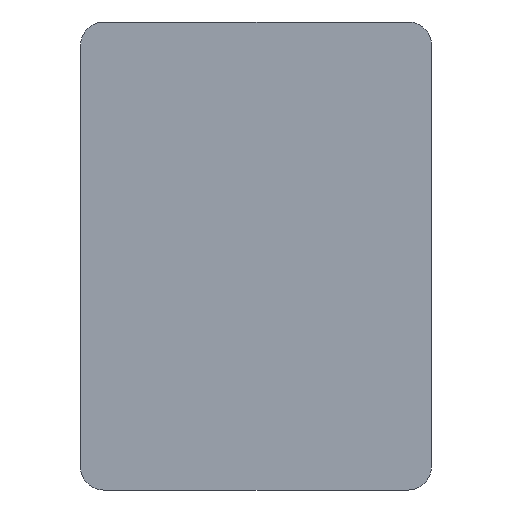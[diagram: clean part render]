
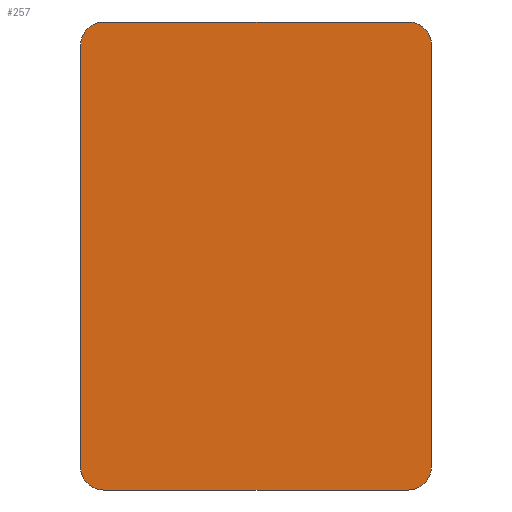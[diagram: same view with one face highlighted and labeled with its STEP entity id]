
A CAD part, front view. The second image highlights one B-rep face of the part: STEP entity #257.
In plain terms, the highlighted free-form (B-spline) face has degree [1, 1] with [2, 2] control points.
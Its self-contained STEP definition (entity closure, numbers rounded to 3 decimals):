
#32 = VERTEX_POINT('',#33);
#33 = CARTESIAN_POINT('',(-79.778,-10.137,
    95.734));
#38 = EDGE_CURVE('',#32,#39,#41,.T.);
#39 = VERTEX_POINT('',#40);
#40 = CARTESIAN_POINT('',(-69.141,-10.137,
    106.371));
#41 = ( BOUNDED_CURVE() B_SPLINE_CURVE(2,(#42,#43,#44),.UNSPECIFIED.,.F.
,.F.) B_SPLINE_CURVE_WITH_KNOTS((3,3),(1.571,3.142),
.PIECEWISE_BEZIER_KNOTS.) CURVE() GEOMETRIC_REPRESENTATION_ITEM() 
RATIONAL_B_SPLINE_CURVE((1.,0.707,1.)) REPRESENTATION_ITEM('') 
  );
#42 = CARTESIAN_POINT('',(-79.778,-10.137,
    95.734));
#43 = CARTESIAN_POINT('',(-79.778,-10.137,
    106.371));
#44 = CARTESIAN_POINT('',(-69.141,-10.137,
    106.371));
#69 = VERTEX_POINT('',#70);
#70 = CARTESIAN_POINT('',(-79.778,-10.137,-95.734
    ));
#75 = EDGE_CURVE('',#69,#32,#76,.T.);
#76 = B_SPLINE_CURVE_WITH_KNOTS('',1,(#77,#78),.UNSPECIFIED.,.F.,.F.,(2,
    2),(-180.,0.),.PIECEWISE_BEZIER_KNOTS.);
#77 = CARTESIAN_POINT('',(-79.778,-10.137,-95.734
    ));
#78 = CARTESIAN_POINT('',(-79.778,-10.137,
    95.734));
#98 = VERTEX_POINT('',#99);
#99 = CARTESIAN_POINT('',(-69.141,-10.137,
    -106.371));
#104 = EDGE_CURVE('',#98,#69,#105,.T.);
#105 = ( BOUNDED_CURVE() B_SPLINE_CURVE(2,(#106,#107,#108),
.UNSPECIFIED.,.F.,.F.) B_SPLINE_CURVE_WITH_KNOTS((3,3),(0.,
1.571),.PIECEWISE_BEZIER_KNOTS.) CURVE() 
GEOMETRIC_REPRESENTATION_ITEM() RATIONAL_B_SPLINE_CURVE((1.,
0.707,1.)) REPRESENTATION_ITEM('') );
#106 = CARTESIAN_POINT('',(-69.141,-10.137,
    -106.371));
#107 = CARTESIAN_POINT('',(-79.778,-10.137,
    -106.371));
#108 = CARTESIAN_POINT('',(-79.778,-10.137,
    -95.734));
#129 = VERTEX_POINT('',#130);
#130 = CARTESIAN_POINT('',(69.141,-10.137,
    -106.371));
#135 = EDGE_CURVE('',#129,#98,#136,.T.);
#136 = B_SPLINE_CURVE_WITH_KNOTS('',1,(#137,#138),.UNSPECIFIED.,.F.,.F.,
  (2,2),(-130.,-0.),.PIECEWISE_BEZIER_KNOTS.);
#137 = CARTESIAN_POINT('',(69.141,-10.137,
    -106.371));
#138 = CARTESIAN_POINT('',(-69.141,-10.137,
    -106.371));
#158 = VERTEX_POINT('',#159);
#159 = CARTESIAN_POINT('',(79.778,-10.137,
    -95.734));
#164 = EDGE_CURVE('',#158,#129,#165,.T.);
#165 = ( BOUNDED_CURVE() B_SPLINE_CURVE(2,(#166,#167,#168),
.UNSPECIFIED.,.F.,.F.) B_SPLINE_CURVE_WITH_KNOTS((3,3),(4.712,
6.283),.PIECEWISE_BEZIER_KNOTS.) CURVE() 
GEOMETRIC_REPRESENTATION_ITEM() RATIONAL_B_SPLINE_CURVE((1.,
0.707,1.)) REPRESENTATION_ITEM('') );
#166 = CARTESIAN_POINT('',(79.778,-10.137,
    -95.734));
#167 = CARTESIAN_POINT('',(79.778,-10.137,
    -106.371));
#168 = CARTESIAN_POINT('',(69.141,-10.137,
    -106.371));
#189 = VERTEX_POINT('',#190);
#190 = CARTESIAN_POINT('',(79.778,-10.137,
    95.734));
#195 = EDGE_CURVE('',#189,#158,#196,.T.);
#196 = B_SPLINE_CURVE_WITH_KNOTS('',1,(#197,#198),.UNSPECIFIED.,.F.,.F.,
  (2,2),(0.,180.),.PIECEWISE_BEZIER_KNOTS.);
#197 = CARTESIAN_POINT('',(79.778,-10.137,
    95.734));
#198 = CARTESIAN_POINT('',(79.778,-10.137,
    -95.734));
#218 = VERTEX_POINT('',#219);
#219 = CARTESIAN_POINT('',(69.141,-10.137,
    106.371));
#224 = EDGE_CURVE('',#218,#189,#225,.T.);
#225 = ( BOUNDED_CURVE() B_SPLINE_CURVE(2,(#226,#227,#228),
.UNSPECIFIED.,.F.,.F.) B_SPLINE_CURVE_WITH_KNOTS((3,3),(0.,
1.571),.PIECEWISE_BEZIER_KNOTS.) CURVE() 
GEOMETRIC_REPRESENTATION_ITEM() RATIONAL_B_SPLINE_CURVE((1.,
0.707,1.)) REPRESENTATION_ITEM('') );
#226 = CARTESIAN_POINT('',(69.141,-10.137,
    106.371));
#227 = CARTESIAN_POINT('',(79.778,-10.137,
    106.371));
#228 = CARTESIAN_POINT('',(79.778,-10.137,
    95.734));
#247 = EDGE_CURVE('',#39,#218,#248,.T.);
#248 = B_SPLINE_CURVE_WITH_KNOTS('',1,(#249,#250),.UNSPECIFIED.,.F.,.F.,
  (2,2),(0.,130.),.PIECEWISE_BEZIER_KNOTS.);
#249 = CARTESIAN_POINT('',(-69.141,-10.137,
    106.371));
#250 = CARTESIAN_POINT('',(69.141,-10.137,
    106.371));
#257 = ADVANCED_FACE('',(#258),#268,.T.);
#258 = FACE_BOUND('',#259,.T.);
#259 = EDGE_LOOP('',(#260,#261,#262,#263,#264,#265,#266,#267));
#260 = ORIENTED_EDGE('',*,*,#38,.F.);
#261 = ORIENTED_EDGE('',*,*,#75,.F.);
#262 = ORIENTED_EDGE('',*,*,#104,.F.);
#263 = ORIENTED_EDGE('',*,*,#135,.F.);
#264 = ORIENTED_EDGE('',*,*,#164,.F.);
#265 = ORIENTED_EDGE('',*,*,#195,.F.);
#266 = ORIENTED_EDGE('',*,*,#224,.F.);
#267 = ORIENTED_EDGE('',*,*,#247,.F.);
#268 = B_SPLINE_SURFACE_WITH_KNOTS('',1,1,(
    (#269,#270)
    ,(#271,#272
    )),.UNSPECIFIED.,.F.,.F.,.F.,(2,2),(2,2),(-10.,190.),(-10.,140.),
  .PIECEWISE_BEZIER_KNOTS.);
#269 = CARTESIAN_POINT('',(-79.778,-10.137,
    106.371));
#270 = CARTESIAN_POINT('',(79.778,-10.137,
    106.371));
#271 = CARTESIAN_POINT('',(-79.778,-10.137,
    -106.371));
#272 = CARTESIAN_POINT('',(79.778,-10.137,
    -106.371));
